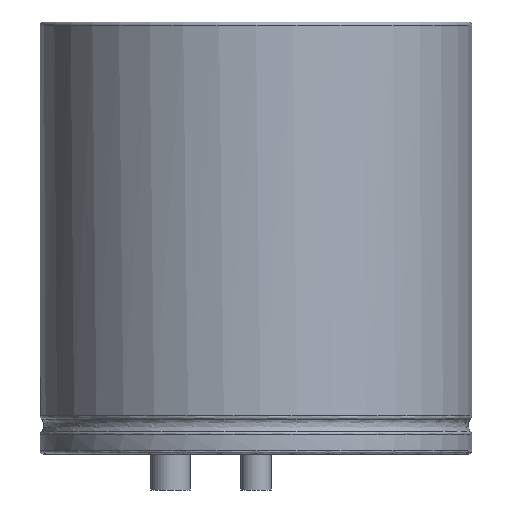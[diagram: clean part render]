
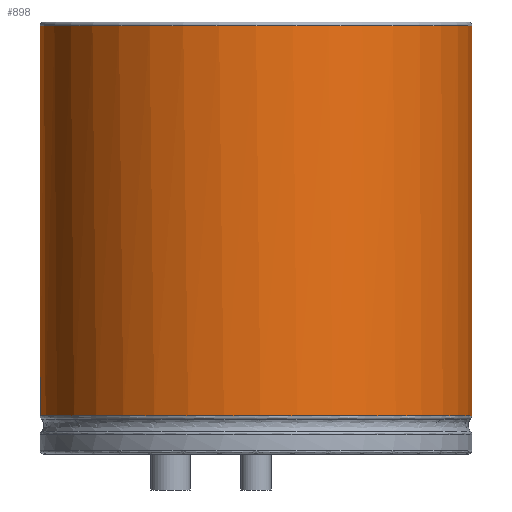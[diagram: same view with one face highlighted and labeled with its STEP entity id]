
A CAD part, left-side view. The second image highlights one B-rep face of the part: STEP entity #898.
In plain terms, the highlighted cylindrical face has radius 12 mm (diameter 24 mm), a partial arc.
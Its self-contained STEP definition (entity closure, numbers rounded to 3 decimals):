
#13=DIRECTION('',(0.,0.,1.));
#118=DIRECTION('',(0.,-0.,-1.));
#119=DIRECTION('',(0.924,-0.383,0.));
#266=VECTOR('',#13,1.);
#728=VERTEX_POINT('',#729);
#729=CARTESIAN_POINT('',(16.087,-4.592,2.135));
#737=ORIENTED_EDGE('',*,*,#738,.T.);
#738=EDGE_CURVE('',#728,#739,#741,.T.);
#739=VERTEX_POINT('',#740);
#740=CARTESIAN_POINT('',(16.087,4.592,2.135));
#741=B_SPLINE_CURVE_WITH_KNOTS('',12,(#742,#743,#744,#745,#746,#747,#748,#749,#750,#751,#752,#753,#754,#755,#756,#757,#758,#759,#760,#761,#762,#763,#764,#765,#766,#767,#768,#769,#770,#771,#772,#773,#774,#775,#776),.UNSPECIFIED.,.F.,.F.,(13,11,11,13),(-2.811,0.,65.973,68.784),.UNSPECIFIED.);
#742=CARTESIAN_POINT('',(17.162,-1.995,2.135));
#743=CARTESIAN_POINT('',(17.072,-2.213,2.135));
#744=CARTESIAN_POINT('',(16.982,-2.431,2.135));
#745=CARTESIAN_POINT('',(16.892,-2.648,2.135));
#746=CARTESIAN_POINT('',(16.802,-2.865,2.135));
#747=CARTESIAN_POINT('',(16.712,-3.082,2.135));
#748=CARTESIAN_POINT('',(16.622,-3.299,2.135));
#749=CARTESIAN_POINT('',(16.533,-3.515,2.135));
#750=CARTESIAN_POINT('',(16.443,-3.731,2.135));
#751=CARTESIAN_POINT('',(16.354,-3.947,2.135));
#752=CARTESIAN_POINT('',(16.265,-4.162,2.135));
#753=CARTESIAN_POINT('',(16.176,-4.377,2.135));
#754=CARTESIAN_POINT('',(13.997,-9.636,2.135));
#755=CARTESIAN_POINT('',(9.371,-13.72,2.135));
#756=CARTESIAN_POINT('',(2.694,-15.338,2.135));
#757=CARTESIAN_POINT('',(-4.466,-13.234,2.135));
#758=CARTESIAN_POINT('',(-9.797,-7.981,2.135));
#759=CARTESIAN_POINT('',(-12.469,0.,2.135));
#760=CARTESIAN_POINT('',(-9.797,7.981,2.135));
#761=CARTESIAN_POINT('',(-4.466,13.234,2.135));
#762=CARTESIAN_POINT('',(2.694,15.338,2.135));
#763=CARTESIAN_POINT('',(9.371,13.72,2.135));
#764=CARTESIAN_POINT('',(13.997,9.636,2.135));
#765=CARTESIAN_POINT('',(16.176,4.377,2.135));
#766=CARTESIAN_POINT('',(16.265,4.162,2.135));
#767=CARTESIAN_POINT('',(16.354,3.947,2.135));
#768=CARTESIAN_POINT('',(16.443,3.731,2.135));
#769=CARTESIAN_POINT('',(16.533,3.515,2.135));
#770=CARTESIAN_POINT('',(16.622,3.299,2.135));
#771=CARTESIAN_POINT('',(16.712,3.082,2.135));
#772=CARTESIAN_POINT('',(16.802,2.865,2.135));
#773=CARTESIAN_POINT('',(16.892,2.648,2.135));
#774=CARTESIAN_POINT('',(16.982,2.431,2.135));
#775=CARTESIAN_POINT('',(17.072,2.213,2.135));
#776=CARTESIAN_POINT('',(17.162,1.995,2.135));
#898=ADVANCED_FACE('',(#899),#918,.T.);
#899=FACE_BOUND('',#900,.F.);
#900=EDGE_LOOP('',(#901,#737,#907,#913));
#901=ORIENTED_EDGE('',*,*,#902,.F.);
#902=EDGE_CURVE('',#728,#903,#905,.T.);
#903=VERTEX_POINT('',#904);
#904=CARTESIAN_POINT('',(16.087,-4.592,23.8));
#905=LINE('',#906,#266);
#906=CARTESIAN_POINT('',(16.087,-4.592,2.));
#907=ORIENTED_EDGE('',*,*,#908,.T.);
#908=EDGE_CURVE('',#739,#909,#911,.T.);
#909=VERTEX_POINT('',#910);
#910=CARTESIAN_POINT('',(16.087,4.592,23.8));
#911=LINE('',#912,#266);
#912=CARTESIAN_POINT('',(16.087,4.592,2.));
#913=ORIENTED_EDGE('',*,*,#914,.F.);
#914=EDGE_CURVE('',#903,#909,#915,.T.);
#915=CIRCLE('',#916,12.);
#916=AXIS2_PLACEMENT_3D('',#917,#118,#119);
#917=CARTESIAN_POINT('',(5.,0.,23.8));
#918=CYLINDRICAL_SURFACE('',#919,12.);
#919=AXIS2_PLACEMENT_3D('',#920,#13,#119);
#920=CARTESIAN_POINT('',(5.,0.,2.));
